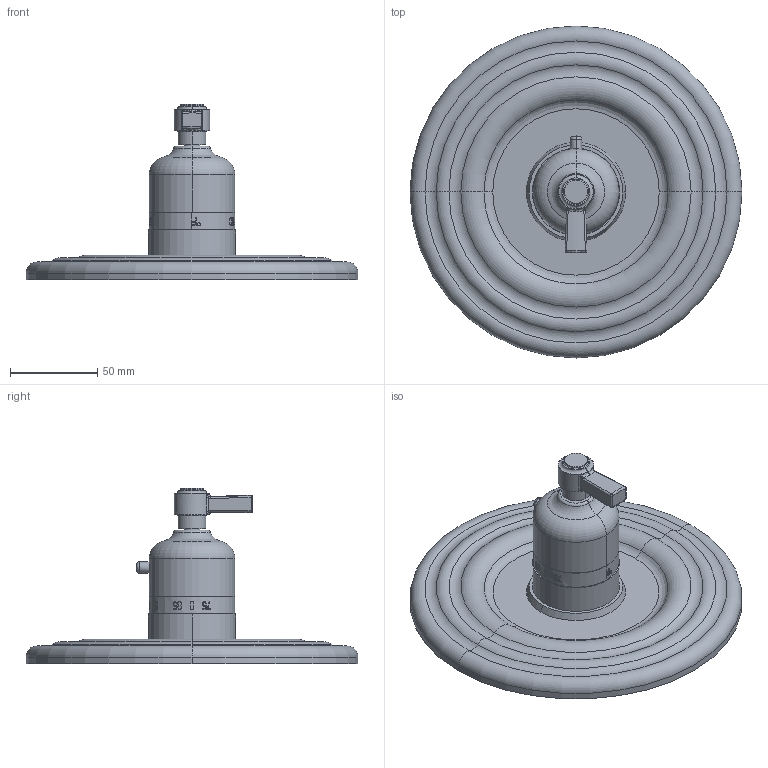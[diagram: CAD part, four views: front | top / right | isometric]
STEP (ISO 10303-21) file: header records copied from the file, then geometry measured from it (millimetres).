
FILE_DESCRIPTION((''),'2;1');
FILE_NAME('3-914TR','2020-12-04T13:49:23',('jinson.thomas'),(''),'CREO PARAMETRIC BY PTC INC, 2018400','CREO PARAMETRIC BY PTC INC, 2018400','');
FILE_SCHEMA(('CONFIG_CONTROL_DESIGN'));
Length unit declared in the file: inch
Products named in the file (1): 3-914TR
Bounding box: 190.5 x 190.5 x 100.64 mm (x, y, z)
Volume: 421295.8 mm3; surface area: 75030.4 mm2
Topology: 1 solids, 1 shells, 434 faces, 1166 edges, 758 vertices
Faces by surface type: plane 335, cylinder 43, torus 26, bspline 22, sphere 6, cone 2
Entity records: 14320 total; most frequent: CARTESIAN_POINT 4244, ORIENTED_EDGE 2328, DIRECTION 1742, EDGE_CURVE 1164, VERTEX_POINT 758, AXIS2_PLACEMENT_3D 638, B_SPLINE_CURVE_WITH_KNOTS 472, VECTOR 466
